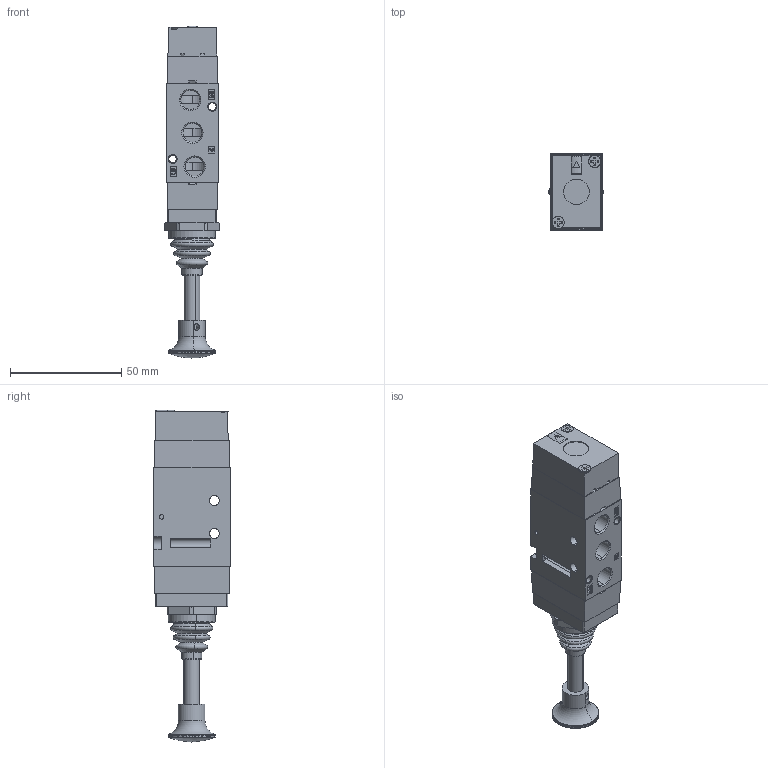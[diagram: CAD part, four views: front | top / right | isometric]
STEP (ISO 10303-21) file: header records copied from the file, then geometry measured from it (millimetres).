
FILE_DESCRIPTION (( 'STEP AP203' ), '1' );
FILE_NAME ('KMV310-DA.STEP', '2013-01-31T01:24:39', ( '' ), ( '' ), 'SwSTEP 2.0', 'SolidWorks 2008', '' );
FILE_SCHEMA (( 'CONFIG_CONTROL_DESIGN' ));
Length unit declared in the file: millimetre
Products named in the file (12): KMV310-DA; Body_ル遽; KMV-SWITCH_晦獄 撲薑; LEVER GUIDE_晦獄 撲薑; SHAFT_晦獄 撲薑; j-packing_ル遽; M24X3.5 NUT_晦獄 撲薑; BodyCoverBolt(M3xL10)_ル遽; HEAD_晦獄 撲薑; SemiPilot_ル遽; MasterPilot_ル遽; MasterPilotBolt(M3xL30)_ル遽
Assembly tree (14 placements, depth 3):
  KMV310-DA
    Body_ル遽
    MasterPilotBolt(M3xL30)_ル遽  x2
    MasterPilot_ル遽
    KMV-SWITCH_晦獄 撲薑
      LEVER GUIDE_晦獄 撲薑
      BodyCoverBolt(M3xL10)_ル遽  x2
      HEAD_晦獄 撲薑
      SHAFT_晦獄 撲薑
      j-packing_ル遽
      M24X3.5 NUT_晦獄 撲薑
    SemiPilot_ル遽  x2
Bounding box: 24.54 x 34.5 x 149.2 mm (x, y, z)
Volume: 48478.1 mm3; surface area: 39493.4 mm2
Topology: 13 solids, 13 shells, 1814 faces, 4649 edges, 2917 vertices
Faces by surface type: plane 663, cone 503, cylinder 364, torus 249, bspline 33, sphere 2
Entity records: 53698 total; most frequent: CARTESIAN_POINT 16431, ORIENTED_EDGE 7724, DIRECTION 7423, EDGE_CURVE 3862, AXIS2_PLACEMENT_3D 2911, VERTEX_POINT 2462, LINE 1601, VECTOR 1601
